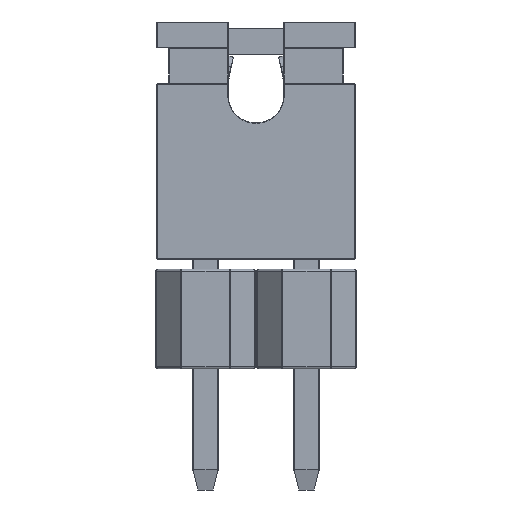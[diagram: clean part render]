
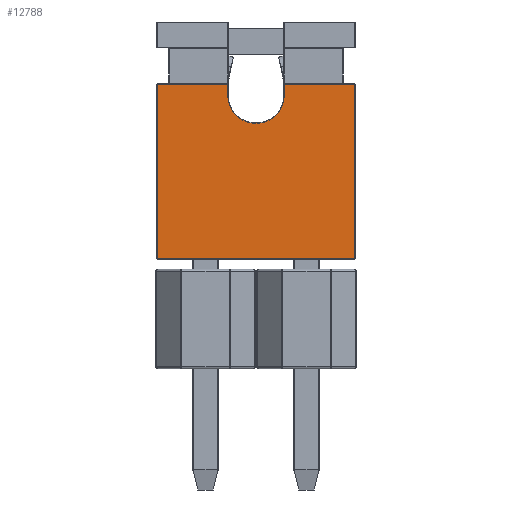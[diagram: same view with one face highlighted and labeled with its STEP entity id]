
A CAD part, front view. The second image highlights one B-rep face of the part: STEP entity #12788.
In plain terms, the highlighted planar face has unit normal (0, -1, 0).
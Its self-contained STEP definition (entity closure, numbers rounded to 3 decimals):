
#327=PLANE('',#14077);
#1198=FACE_OUTER_BOUND('',#1984,.T.);
#1984=EDGE_LOOP('',(#10115,#10116,#10117,#10118,#10119,#10120,#10121,#10122));
#2532=LINE('',#23006,#3356);
#2536=LINE('',#23015,#3360);
#2543=LINE('',#23043,#3367);
#2555=LINE('',#23077,#3379);
#2686=LINE('',#24005,#3510);
#2687=LINE('',#24012,#3511);
#2723=LINE('',#24184,#3547);
#3356=VECTOR('',#16041,10.);
#3360=VECTOR('',#16051,10.);
#3367=VECTOR('',#16086,10.);
#3379=VECTOR('',#16124,10.);
#3510=VECTOR('',#16843,10.);
#3511=VECTOR('',#16854,10.);
#3547=VECTOR('',#17090,10.);
#4318=CIRCLE('',#13972,0.71);
#5218=VERTEX_POINT('',#22988);
#5222=VERTEX_POINT('',#22999);
#5226=VERTEX_POINT('',#23013);
#5232=VERTEX_POINT('',#23036);
#5242=VERTEX_POINT('',#23076);
#5408=VERTEX_POINT('',#24001);
#5409=VERTEX_POINT('',#24003);
#5410=VERTEX_POINT('',#24007);
#6600=EDGE_CURVE('',#5222,#5218,#2532,.T.);
#6605=EDGE_CURVE('',#5226,#5222,#2536,.T.);
#6620=EDGE_CURVE('',#5218,#5232,#2543,.T.);
#6637=EDGE_CURVE('',#5232,#5242,#2555,.T.);
#6944=EDGE_CURVE('',#5409,#5408,#2686,.T.);
#6946=EDGE_CURVE('',#5410,#5409,#4318,.T.);
#6948=EDGE_CURVE('',#5242,#5410,#2687,.T.);
#7035=EDGE_CURVE('',#5408,#5226,#2723,.T.);
#10115=ORIENTED_EDGE('',*,*,#6605,.F.);
#10116=ORIENTED_EDGE('',*,*,#7035,.F.);
#10117=ORIENTED_EDGE('',*,*,#6944,.F.);
#10118=ORIENTED_EDGE('',*,*,#6946,.F.);
#10119=ORIENTED_EDGE('',*,*,#6948,.F.);
#10120=ORIENTED_EDGE('',*,*,#6637,.F.);
#10121=ORIENTED_EDGE('',*,*,#6620,.F.);
#10122=ORIENTED_EDGE('',*,*,#6600,.F.);
#12788=ADVANCED_FACE('',(#1198),#327,.T.);
#13972=AXIS2_PLACEMENT_3D('',#24009,#16848,#16849);
#14077=AXIS2_PLACEMENT_3D('',#24189,#17097,#17098);
#16041=DIRECTION('',(-1.,0.,0.));
#16051=DIRECTION('',(0.,0.,-1.));
#16086=DIRECTION('',(0.,0.,1.));
#16124=DIRECTION('',(1.,0.,0.));
#16843=DIRECTION('',(0.,0.,1.));
#16848=DIRECTION('center_axis',(0.,-1.,0.));
#16849=DIRECTION('ref_axis',(0.,0.,
-1.));
#16854=DIRECTION('',(0.,0.,-1.));
#17090=DIRECTION('',(1.,0.,0.));
#17097=DIRECTION('center_axis',(0.,-1.,0.));
#17098=DIRECTION('ref_axis',(1.,0.,0.));
#22988=CARTESIAN_POINT('',(-1.21,-1.223,2.76));
#22999=CARTESIAN_POINT('',(3.75,-1.223,2.76));
#23006=CARTESIAN_POINT('',(0.025,-1.223,2.76));
#23013=CARTESIAN_POINT('',(3.75,-1.223,7.16));
#23015=CARTESIAN_POINT('',(3.75,-1.223,2.75));
#23036=CARTESIAN_POINT('',(-1.21,-1.223,7.16));
#23043=CARTESIAN_POINT('',(-1.21,-1.223,2.75));
#23076=CARTESIAN_POINT('',(0.56,-1.223,7.16));
#23077=CARTESIAN_POINT('',(1.27,-1.223,7.16));
#24001=CARTESIAN_POINT('',(1.98,-1.223,7.16));
#24003=CARTESIAN_POINT('',(1.98,-1.223,6.88));
#24005=CARTESIAN_POINT('',(1.98,-1.223,5.735));
#24007=CARTESIAN_POINT('',(0.56,-1.223,6.88));
#24009=CARTESIAN_POINT('Origin',(1.27,-1.223,6.88));
#24012=CARTESIAN_POINT('',(0.56,-1.223,4.815));
#24184=CARTESIAN_POINT('',(1.27,-1.223,7.16));
#24189=CARTESIAN_POINT('Origin',(-1.22,-1.223,2.75));
